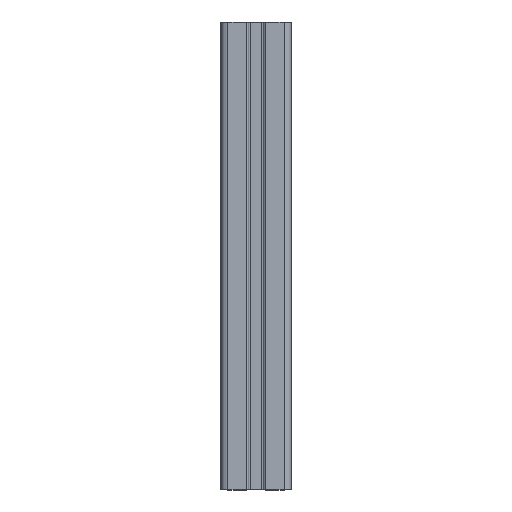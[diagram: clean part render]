
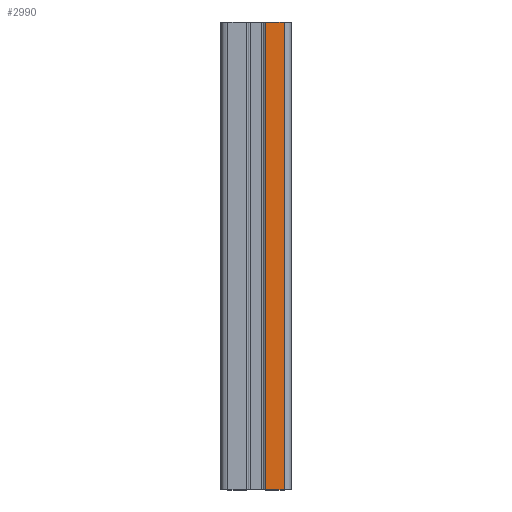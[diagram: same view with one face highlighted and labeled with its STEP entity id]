
A CAD part, top view. The second image highlights one B-rep face of the part: STEP entity #2990.
In plain terms, the highlighted planar face has unit normal (0, 0, 1).
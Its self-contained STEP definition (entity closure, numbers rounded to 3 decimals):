
#303=FACE_OUTER_BOUND('',#458,.T.);
#458=EDGE_LOOP('',(#2134,#2135,#2136,#2137));
#674=LINE('',#4624,#978);
#675=LINE('',#4628,#979);
#676=LINE('',#4630,#980);
#677=LINE('',#4631,#981);
#978=VECTOR('',#3690,200.);
#979=VECTOR('',#3695,7.825);
#980=VECTOR('',#3696,200.);
#981=VECTOR('',#3697,7.825);
#1286=VERTEX_POINT('',#4621);
#1287=VERTEX_POINT('',#4623);
#1288=VERTEX_POINT('',#4627);
#1289=VERTEX_POINT('',#4629);
#1633=EDGE_CURVE('',#1286,#1287,#674,.T.);
#1635=EDGE_CURVE('',#1286,#1288,#675,.T.);
#1636=EDGE_CURVE('',#1288,#1289,#676,.T.);
#1637=EDGE_CURVE('',#1287,#1289,#677,.T.);
#2134=ORIENTED_EDGE('',*,*,#1635,.T.);
#2135=ORIENTED_EDGE('',*,*,#1636,.T.);
#2136=ORIENTED_EDGE('',*,*,#1637,.F.);
#2137=ORIENTED_EDGE('',*,*,#1633,.F.);
#2889=PLANE('',#3193);
#2990=ADVANCED_FACE('',(#303),#2889,.T.);
#3193=AXIS2_PLACEMENT_3D('',#4626,#3693,#3694);
#3690=DIRECTION('',(0.,-1.,0.));
#3693=DIRECTION('center_axis',(0.,0.,1.));
#3694=DIRECTION('ref_axis',(1.,0.,0.));
#3695=DIRECTION('',(-1.,0.,0.));
#3696=DIRECTION('',(0.,-1.,0.));
#3697=DIRECTION('',(-1.,0.,0.));
#4621=CARTESIAN_POINT('',(12.,200.,15.));
#4623=CARTESIAN_POINT('',(12.,0.,15.));
#4624=CARTESIAN_POINT('',(12.,0.,15.));
#4626=CARTESIAN_POINT('Origin',(4.175,0.,15.));
#4627=CARTESIAN_POINT('',(4.175,200.,15.));
#4628=CARTESIAN_POINT('',(2.087,200.,15.));
#4629=CARTESIAN_POINT('',(4.175,0.,15.));
#4630=CARTESIAN_POINT('',(4.175,0.,15.));
#4631=CARTESIAN_POINT('',(2.087,0.,15.));
